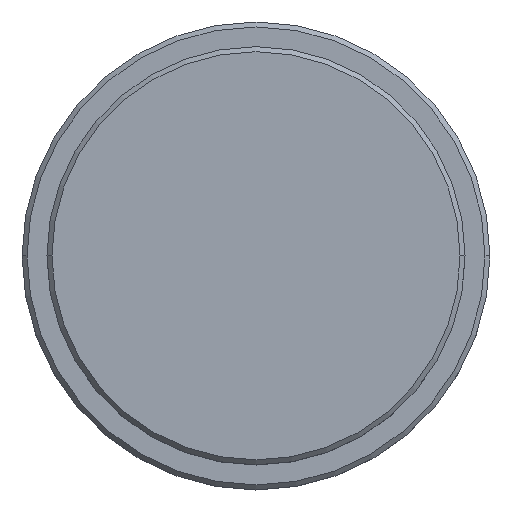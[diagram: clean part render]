
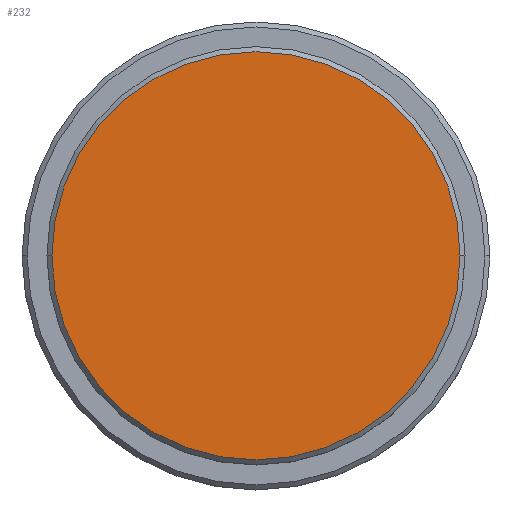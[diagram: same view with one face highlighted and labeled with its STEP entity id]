
A CAD part, top view. The second image highlights one B-rep face of the part: STEP entity #232.
In plain terms, the highlighted planar face has unit normal (0, 0, 1).
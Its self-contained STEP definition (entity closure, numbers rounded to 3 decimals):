
#14 = ORIENTED_EDGE ( 'NONE', *, *, #1000, .T. ) ;
#232 = ADVANCED_FACE ( 'NONE', ( #570 ), #1213, .T. ) ;
#236 = DIRECTION ( 'NONE',  ( 1., 0., 0. ) ) ;
#251 = DIRECTION ( 'NONE',  ( 0., 0., 1. ) ) ;
#306 = AXIS2_PLACEMENT_3D ( 'NONE', #340, #251, #236 ) ;
#324 = DIRECTION ( 'NONE',  ( 1., 0., 0. ) ) ;
#340 = CARTESIAN_POINT ( 'NONE',  ( 0., 0., 0. ) ) ;
#358 = ORIENTED_EDGE ( 'NONE', *, *, #840, .T. ) ;
#420 = CARTESIAN_POINT ( 'NONE',  ( 0., 0., 0. ) ) ;
#494 = EDGE_LOOP ( 'NONE', ( #358, #14 ) ) ;
#505 = CARTESIAN_POINT ( 'NONE',  ( -20.5, 0., 0. ) ) ;
#570 = FACE_OUTER_BOUND ( 'NONE', #494, .T. ) ;
#665 = CIRCLE ( 'NONE', #1064, 20.5 ) ;
#668 = CIRCLE ( 'NONE', #689, 20.5 ) ;
#689 = AXIS2_PLACEMENT_3D ( 'NONE', #1312, #1004, #324 ) ;
#840 = EDGE_CURVE ( 'NONE', #1309, #1144, #665, .T. ) ;
#918 = CARTESIAN_POINT ( 'NONE',  ( 20.5, 0., 0. ) ) ;
#969 = DIRECTION ( 'NONE',  ( 1., 0., 0. ) ) ;
#1000 = EDGE_CURVE ( 'NONE', #1144, #1309, #668, .T. ) ;
#1004 = DIRECTION ( 'NONE',  ( 0., 0., 1. ) ) ;
#1064 = AXIS2_PLACEMENT_3D ( 'NONE', #420, #1174, #969 ) ;
#1144 = VERTEX_POINT ( 'NONE', #918 ) ;
#1174 = DIRECTION ( 'NONE',  ( 0., 0., 1. ) ) ;
#1213 = PLANE ( 'NONE',  #306 ) ;
#1309 = VERTEX_POINT ( 'NONE', #505 ) ;
#1312 = CARTESIAN_POINT ( 'NONE',  ( 0., 0., 0. ) ) ;
